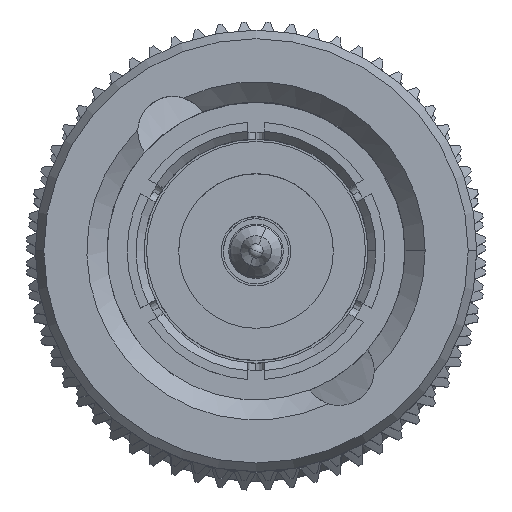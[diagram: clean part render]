
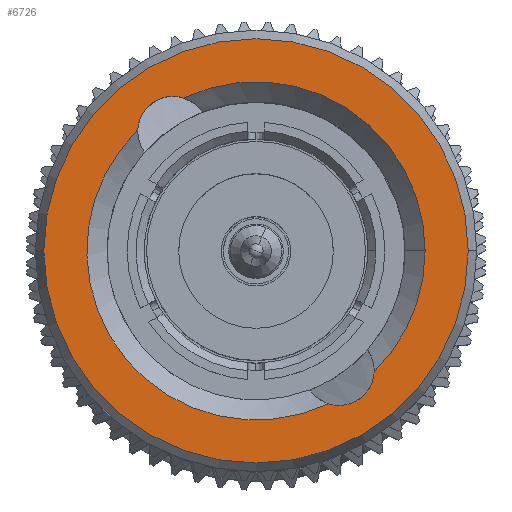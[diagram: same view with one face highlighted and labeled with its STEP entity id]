
A CAD part, top view. The second image highlights one B-rep face of the part: STEP entity #6726.
In plain terms, the highlighted face is planar.
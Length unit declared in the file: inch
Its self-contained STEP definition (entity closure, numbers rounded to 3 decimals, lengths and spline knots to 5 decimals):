
#282 = DIRECTION ( 'NONE',  ( -1., 0., 0. ) ) ;
#390 = CARTESIAN_POINT ( 'NONE',  ( 0.33873, 0., 0.26339 ) ) ;
#553 = AXIS2_PLACEMENT_3D ( 'NONE', #17314, #4685, #15905 ) ;
#655 = CARTESIAN_POINT ( 'NONE',  ( 0.33873, -0.15012, 0.14677 ) ) ;
#1137 = DIRECTION ( 'NONE',  ( 1., 0., 0. ) ) ;
#1259 = CARTESIAN_POINT ( 'NONE',  ( 0.33873, 0.18974, -0.08987 ) ) ;
#1495 = EDGE_CURVE ( 'NONE', #8134, #2353, #11418, .T. ) ;
#1589 = CARTESIAN_POINT ( 'NONE',  ( 0.33873, 0., 0. ) ) ;
#1798 = VERTEX_POINT ( 'NONE', #17298 ) ;
#1875 = CIRCLE ( 'NONE', #10272, 0.20994 ) ;
#1944 = EDGE_CURVE ( 'NONE', #15597, #1798, #5887, .T. ) ;
#2334 = CIRCLE ( 'NONE', #8449, 0.04347 ) ;
#2353 = VERTEX_POINT ( 'NONE', #390 ) ;
#2553 = CIRCLE ( 'NONE', #5567, 0.26339 ) ;
#2932 = DIRECTION ( 'NONE',  ( 0., 0., -1. ) ) ;
#3149 = EDGE_CURVE ( 'NONE', #7610, #14638, #2334, .T. ) ;
#3363 = CARTESIAN_POINT ( 'NONE',  ( 0.33873, -0.1484, 0.10333 ) ) ;
#3366 = CIRCLE ( 'NONE', #14353, 0.04347 ) ;
#4070 = CARTESIAN_POINT ( 'NONE',  ( 0.33873, 0.1484, -0.10333 ) ) ;
#4685 = DIRECTION ( 'NONE',  ( 1., 0., 0. ) ) ;
#5221 = FACE_OUTER_BOUND ( 'NONE', #8935, .T. ) ;
#5567 = AXIS2_PLACEMENT_3D ( 'NONE', #1589, #282, #7314 ) ;
#5809 = EDGE_CURVE ( 'NONE', #7610, #15097, #10296, .T. ) ;
#5887 = CIRCLE ( 'NONE', #12111, 0.20994 ) ;
#6635 = CARTESIAN_POINT ( 'NONE',  ( 0.33873, 0., 0. ) ) ;
#6683 = CARTESIAN_POINT ( 'NONE',  ( 0.33873, 0.15012, -0.14677 ) ) ;
#6726 = ADVANCED_FACE ( 'NONE', ( #16462, #5221 ), #9461, .F. ) ;
#6852 = AXIS2_PLACEMENT_3D ( 'NONE', #9594, #1137, #13864 ) ;
#7314 = DIRECTION ( 'NONE',  ( 0., 0., 1. ) ) ;
#7610 = VERTEX_POINT ( 'NONE', #12163 ) ;
#7637 = ORIENTED_EDGE ( 'NONE', *, *, #5809, .T. ) ;
#7850 = DIRECTION ( 'NONE',  ( 0., 0., 1. ) ) ;
#8134 = VERTEX_POINT ( 'NONE', #14159 ) ;
#8449 = AXIS2_PLACEMENT_3D ( 'NONE', #3363, #14661, #17232 ) ;
#8776 = EDGE_CURVE ( 'NONE', #2353, #8134, #2553, .T. ) ;
#8935 = EDGE_LOOP ( 'NONE', ( #14374, #12184 ) ) ;
#9331 = DIRECTION ( 'NONE',  ( -1., 0., 0. ) ) ;
#9447 = EDGE_CURVE ( 'NONE', #1798, #14638, #1875, .T. ) ;
#9461 = PLANE ( 'NONE',  #6852 ) ;
#9570 = ORIENTED_EDGE ( 'NONE', *, *, #1944, .T. ) ;
#9594 = CARTESIAN_POINT ( 'NONE',  ( 0.33873, 0., -0.26339 ) ) ;
#9901 = CARTESIAN_POINT ( 'NONE',  ( 0.33873, 0., 0. ) ) ;
#9974 = AXIS2_PLACEMENT_3D ( 'NONE', #6635, #9331, #7850 ) ;
#10272 = AXIS2_PLACEMENT_3D ( 'NONE', #9901, #16916, #2932 ) ;
#10296 = CIRCLE ( 'NONE', #553, 0.20994 ) ;
#10385 = EDGE_LOOP ( 'NONE', ( #9570, #17583, #16389, #7637, #12378 ) ) ;
#11231 = EDGE_CURVE ( 'NONE', #15597, #15097, #3366, .T. ) ;
#11418 = CIRCLE ( 'NONE', #9974, 0.26339 ) ;
#12111 = AXIS2_PLACEMENT_3D ( 'NONE', #12139, #14848, #17852 ) ;
#12139 = CARTESIAN_POINT ( 'NONE',  ( 0.33873, 0., 0. ) ) ;
#12163 = CARTESIAN_POINT ( 'NONE',  ( 0.33873, -0.18974, 0.08987 ) ) ;
#12184 = ORIENTED_EDGE ( 'NONE', *, *, #8776, .T. ) ;
#12378 = ORIENTED_EDGE ( 'NONE', *, *, #11231, .F. ) ;
#13864 = DIRECTION ( 'NONE',  ( 0., 0., -1. ) ) ;
#13896 = DIRECTION ( 'NONE',  ( -1., 0., 0. ) ) ;
#13966 = DIRECTION ( 'NONE',  ( 0., 0., -1. ) ) ;
#14159 = CARTESIAN_POINT ( 'NONE',  ( 0.33873, 0., -0.26339 ) ) ;
#14353 = AXIS2_PLACEMENT_3D ( 'NONE', #4070, #13896, #13966 ) ;
#14374 = ORIENTED_EDGE ( 'NONE', *, *, #1495, .T. ) ;
#14638 = VERTEX_POINT ( 'NONE', #655 ) ;
#14661 = DIRECTION ( 'NONE',  ( -1., 0., 0. ) ) ;
#14848 = DIRECTION ( 'NONE',  ( 1., 0., 0. ) ) ;
#15097 = VERTEX_POINT ( 'NONE', #6683 ) ;
#15597 = VERTEX_POINT ( 'NONE', #1259 ) ;
#15905 = DIRECTION ( 'NONE',  ( 0., 0., -1. ) ) ;
#16389 = ORIENTED_EDGE ( 'NONE', *, *, #3149, .F. ) ;
#16462 = FACE_BOUND ( 'NONE', #10385, .T. ) ;
#16916 = DIRECTION ( 'NONE',  ( 1., 0., 0. ) ) ;
#17232 = DIRECTION ( 'NONE',  ( 0., 0., 1. ) ) ;
#17298 = CARTESIAN_POINT ( 'NONE',  ( 0.33873, 0., 0.20994 ) ) ;
#17314 = CARTESIAN_POINT ( 'NONE',  ( 0.33873, 0., 0. ) ) ;
#17583 = ORIENTED_EDGE ( 'NONE', *, *, #9447, .T. ) ;
#17852 = DIRECTION ( 'NONE',  ( 0., 0., -1. ) ) ;
